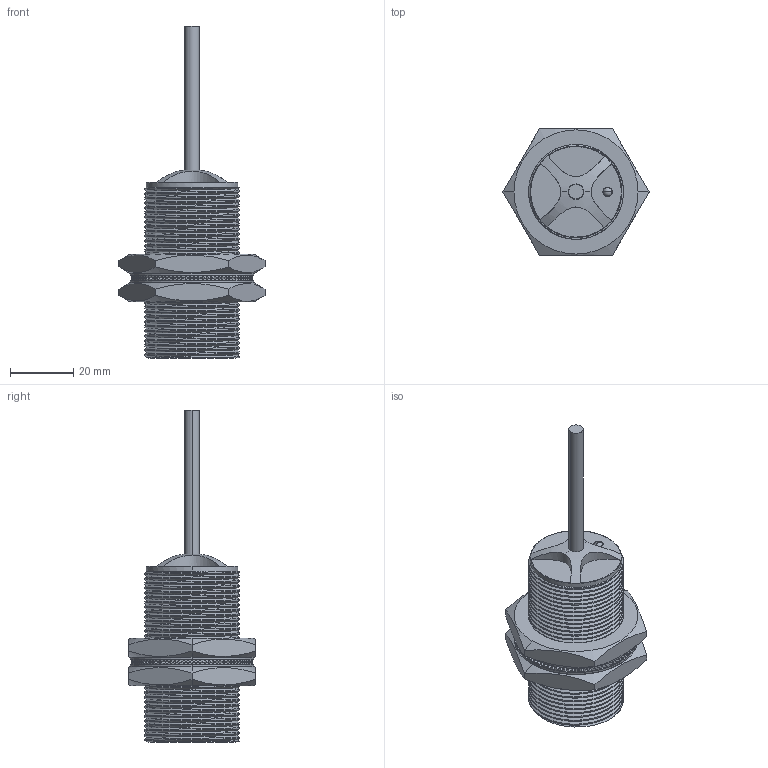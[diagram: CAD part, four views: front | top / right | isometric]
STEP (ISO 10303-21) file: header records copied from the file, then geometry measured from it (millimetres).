
FILE_DESCRIPTION (( 'STEP AP214' ), '1' );
FILE_NAME ('M30-超远距离-埋入式电缆.STEP', '2015-09-23T08:31:14', ( '' ), ( '' ), 'SwSTEP 2.0', 'SolidWorks 2013', '' );
FILE_SCHEMA (( 'AUTOMOTIVE_DESIGN' ));
Length unit declared in the file: millimetre
Products named in the file (1): M30-超远距离-埋入式电缆
Bounding box: 46.19 x 40 x 104.99 mm (x, y, z)
Volume: 49238.4 mm3; surface area: 18405.4 mm2
Topology: 3 solids, 3 shells, 1241 faces, 3112 edges, 2067 vertices
Faces by surface type: plane 1111, cylinder 96, cone 16, bspline 12, sphere 4, torus 2
Entity records: 62260 total; most frequent: CARTESIAN_POINT 19453, ORIENTED_EDGE 6224, DIRECTION 5443, EDGE_CURVE 3112, LINE 2823, VECTOR 2823, VERTEX_POINT 2067, EDGE_LOOP 1439
